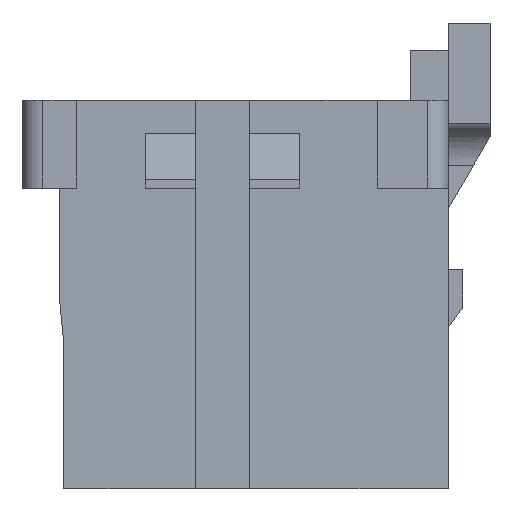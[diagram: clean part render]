
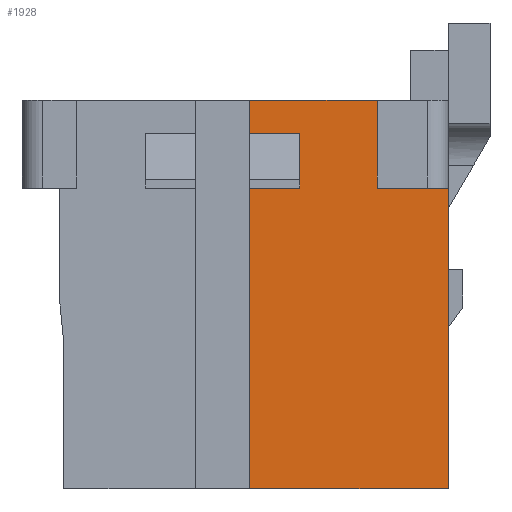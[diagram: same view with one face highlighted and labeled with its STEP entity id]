
A CAD part, left-side view. The second image highlights one B-rep face of the part: STEP entity #1928.
In plain terms, the highlighted planar face has unit normal (-1, 0, 0).
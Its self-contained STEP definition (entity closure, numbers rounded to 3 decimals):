
#1928 = ADVANCED_FACE( '', ( #4557 ), #4558, .F. );
#4557 = FACE_OUTER_BOUND( '', #7967, .T. );
#4558 = PLANE( '', #7968 );
#7967 = EDGE_LOOP( '', ( #13907, #13908, #13909, #13910, #13911, #13912, #13913, #13914, #13915, #13916 ) );
#7968 = AXIS2_PLACEMENT_3D( '', #13917, #13918, #13919 );
#13907 = ORIENTED_EDGE( '', *, *, #21693, .T. );
#13908 = ORIENTED_EDGE( '', *, *, #22791, .T. );
#13909 = ORIENTED_EDGE( '', *, *, #22792, .F. );
#13910 = ORIENTED_EDGE( '', *, *, #22793, .F. );
#13911 = ORIENTED_EDGE( '', *, *, #22794, .F. );
#13912 = ORIENTED_EDGE( '', *, *, #22795, .F. );
#13913 = ORIENTED_EDGE( '', *, *, #22796, .F. );
#13914 = ORIENTED_EDGE( '', *, *, #22797, .F. );
#13915 = ORIENTED_EDGE( '', *, *, #22798, .F. );
#13916 = ORIENTED_EDGE( '', *, *, #22065, .T. );
#13917 = CARTESIAN_POINT( '', ( -18.8, 0., 0. ) );
#13918 = DIRECTION( '', ( 1., 0., 0. ) );
#13919 = DIRECTION( '', ( 0., 0., -1. ) );
#21693 = EDGE_CURVE( '', #26643, #26644, #26645, .T. );
#22065 = EDGE_CURVE( '', #27245, #26643, #27248, .T. );
#22791 = EDGE_CURVE( '', #26644, #28353, #28354, .T. );
#22792 = EDGE_CURVE( '', #28355, #28353, #28356, .T. );
#22793 = EDGE_CURVE( '', #28357, #28355, #28358, .T. );
#22794 = EDGE_CURVE( '', #28359, #28357, #28360, .T. );
#22795 = EDGE_CURVE( '', #28361, #28359, #28362, .T. );
#22796 = EDGE_CURVE( '', #28363, #28361, #28364, .T. );
#22797 = EDGE_CURVE( '', #28365, #28363, #28366, .T. );
#22798 = EDGE_CURVE( '', #27245, #28365, #28367, .T. );
#26643 = VERTEX_POINT( '', #33545 );
#26644 = VERTEX_POINT( '', #33546 );
#26645 = LINE( '', #33547, #33548 );
#27245 = VERTEX_POINT( '', #34446 );
#27248 = LINE( '', #34451, #34452 );
#28353 = VERTEX_POINT( '', #36124 );
#28354 = LINE( '', #36125, #36126 );
#28355 = VERTEX_POINT( '', #36127 );
#28356 = LINE( '', #36128, #36129 );
#28357 = VERTEX_POINT( '', #36130 );
#28358 = LINE( '', #36131, #36132 );
#28359 = VERTEX_POINT( '', #36133 );
#28360 = LINE( '', #36134, #36135 );
#28361 = VERTEX_POINT( '', #36136 );
#28362 = LINE( '', #36137, #36138 );
#28363 = VERTEX_POINT( '', #36139 );
#28364 = LINE( '', #36140, #36141 );
#28365 = VERTEX_POINT( '', #36142 );
#28366 = LINE( '', #36143, #36144 );
#28367 = LINE( '', #36145, #36146 );
#33545 = CARTESIAN_POINT( '', ( -18.8, -1.55, 3.85 ) );
#33546 = CARTESIAN_POINT( '', ( -18.8, -1.55, 2.55 ) );
#33547 = CARTESIAN_POINT( '', ( -18.8, -1.55, 3.85 ) );
#33548 = VECTOR( '', #40719, 1000. );
#34446 = CARTESIAN_POINT( '', ( -18.8, -0.35, 3.85 ) );
#34451 = CARTESIAN_POINT( '', ( -18.8, -0.35, 3.85 ) );
#34452 = VECTOR( '', #41035, 1000. );
#36124 = CARTESIAN_POINT( '', ( -18.8, -0.35, 2.55 ) );
#36125 = CARTESIAN_POINT( '', ( -18.8, -1.55, 2.55 ) );
#36126 = VECTOR( '', #41639, 1000. );
#36127 = CARTESIAN_POINT( '', ( -18.8, -0.35, -4.65 ) );
#36128 = CARTESIAN_POINT( '', ( -18.8, -0.35, -4.65 ) );
#36129 = VECTOR( '', #41640, 1000. );
#36130 = CARTESIAN_POINT( '', ( -18.8, -5.1, -4.65 ) );
#36131 = CARTESIAN_POINT( '', ( -18.8, -5.1, -4.65 ) );
#36132 = VECTOR( '', #41641, 1000. );
#36133 = CARTESIAN_POINT( '', ( -18.8, -5.1, 2.55 ) );
#36134 = CARTESIAN_POINT( '', ( -18.8, -5.1, 4.65 ) );
#36135 = VECTOR( '', #41642, 1000. );
#36136 = CARTESIAN_POINT( '', ( -18.8, -3.4, 2.55 ) );
#36137 = CARTESIAN_POINT( '', ( -18.8, -3.4, 2.55 ) );
#36138 = VECTOR( '', #41643, 1000. );
#36139 = CARTESIAN_POINT( '', ( -18.8, -3.4, 4.65 ) );
#36140 = CARTESIAN_POINT( '', ( -18.8, -3.4, 4.65 ) );
#36141 = VECTOR( '', #41644, 1000. );
#36142 = CARTESIAN_POINT( '', ( -18.8, -0.35, 4.65 ) );
#36143 = CARTESIAN_POINT( '', ( -18.8, 5.1, 4.65 ) );
#36144 = VECTOR( '', #41645, 1000. );
#36145 = CARTESIAN_POINT( '', ( -18.8, -0.35, -4.65 ) );
#36146 = VECTOR( '', #41646, 1000. );
#40719 = DIRECTION( '', ( 0., 0., -1. ) );
#41035 = DIRECTION( '', ( 0., -1., 0. ) );
#41639 = DIRECTION( '', ( 0., 1., 0. ) );
#41640 = DIRECTION( '', ( 0., 0., 1. ) );
#41641 = DIRECTION( '', ( 0., 1., 0. ) );
#41642 = DIRECTION( '', ( 0., 0., -1. ) );
#41643 = DIRECTION( '', ( 0., -1., 0. ) );
#41644 = DIRECTION( '', ( 0., 0., -1. ) );
#41645 = DIRECTION( '', ( 0., -1., 0. ) );
#41646 = DIRECTION( '', ( 0., 0., 1. ) );
